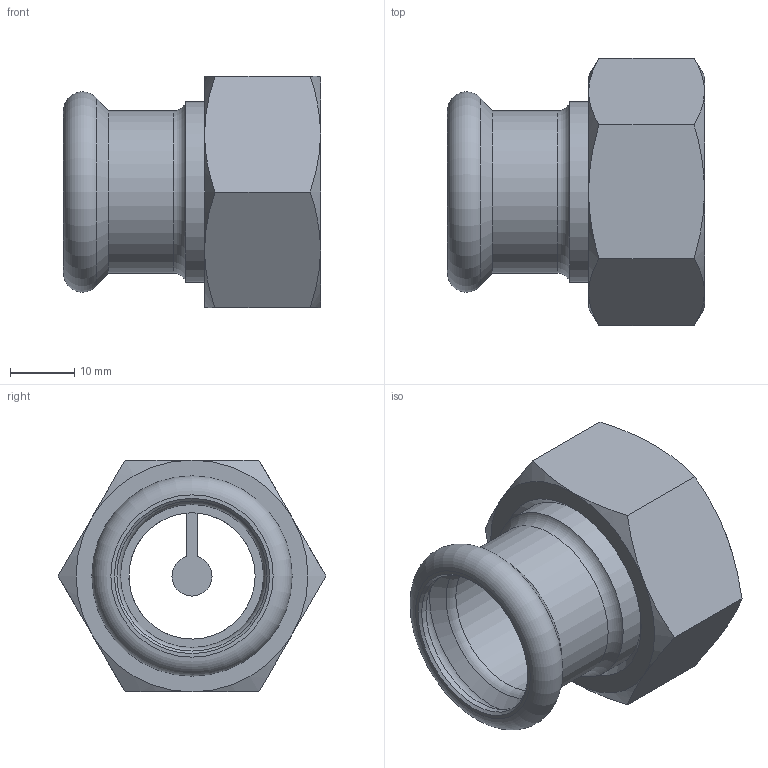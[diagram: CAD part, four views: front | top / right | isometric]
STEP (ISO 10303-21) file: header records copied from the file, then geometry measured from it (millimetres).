
FILE_DESCRIPTION(/* description */ (''),/* implementation_level */ '2;1');
FILE_NAME(/* name */ '35134.stp',/* time_stamp */ '2014-04-01T20:48:14+02:00',/* author */ ('bruh'),/* organization */ (''),/* preprocessor_version */ 'ST-DEVELOPER v15.2',/* originating_system */ 'Autodesk Inventor 2014',/* authorisation */ '');
FILE_SCHEMA (('AUTOMOTIVE_DESIGN { 1 0 10303 214 3 1 1 }'));
Length unit declared in the file: millimetre
Products named in the file (4): 101247; 101276; 400815; 35134
Bounding box: 39.9 x 41.57 x 36 mm (x, y, z)
Volume: 12880.6 mm3; surface area: 10467.1 mm2
Topology: 2 solids, 2 shells, 47 faces, 102 edges, 61 vertices
Faces by surface type: cone 18, plane 15, cylinder 9, torus 5
Full cylindrical faces by diameter (mm): 19.6 x1, 22.2 x1, 23.3 x1, 25.2 x1, 28 x2, 28.1 x1, 30.291 x1
Entity records: 1217 total; most frequent: CARTESIAN_POINT 234, DIRECTION 200, ORIENTED_EDGE 154, AXIS2_PLACEMENT_3D 93, EDGE_CURVE 77, EDGE_LOOP 72, VERTEX_POINT 55, ADVANCED_FACE 47
